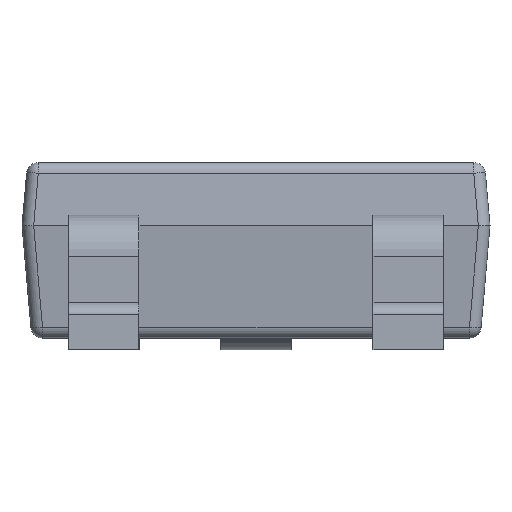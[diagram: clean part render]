
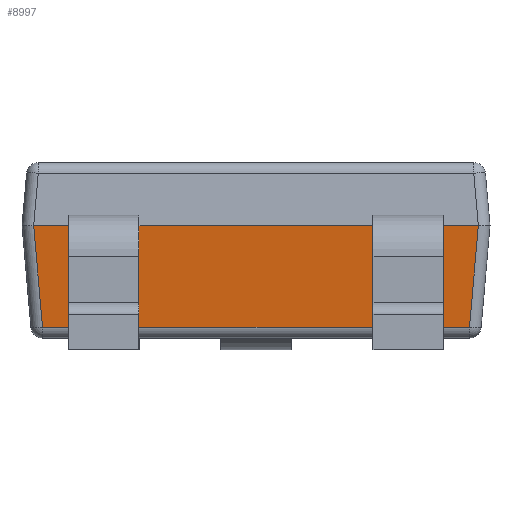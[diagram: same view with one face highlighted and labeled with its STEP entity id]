
A CAD part, left-side view. The second image highlights one B-rep face of the part: STEP entity #8997.
In plain terms, the highlighted planar face has unit normal (-0.996, 0, -0.087).
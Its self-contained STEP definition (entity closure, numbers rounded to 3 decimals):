
#221 = VERTEX_POINT ( 'NONE', #6440 ) ;
#229 = VECTOR ( 'NONE', #7797, 1000. ) ;
#419 = DIRECTION ( 'NONE',  ( 0.087, 0., -0.996 ) ) ;
#470 = DIRECTION ( 'NONE',  ( 0., 1., 0. ) ) ;
#471 = EDGE_CURVE ( 'NONE', #8125, #17296, #9085, .T. ) ;
#608 = ORIENTED_EDGE ( 'NONE', *, *, #12787, .T. ) ;
#1097 = ORIENTED_EDGE ( 'NONE', *, *, #10699, .T. ) ;
#1101 = VERTEX_POINT ( 'NONE', #6685 ) ;
#1352 = LINE ( 'NONE', #14899, #1564 ) ;
#1460 = VERTEX_POINT ( 'NONE', #11201 ) ;
#1491 = VECTOR ( 'NONE', #4183, 1000. ) ;
#1558 = EDGE_CURVE ( 'NONE', #15548, #4779, #13125, .T. ) ;
#1564 = VECTOR ( 'NONE', #6679, 1000. ) ;
#1783 = VECTOR ( 'NONE', #9432, 1000. ) ;
#1822 = ORIENTED_EDGE ( 'NONE', *, *, #471, .T. ) ;
#2171 = CARTESIAN_POINT ( 'NONE',  ( -0.616, 1., -0.105 ) ) ;
#3135 = FACE_OUTER_BOUND ( 'NONE', #15859, .T. ) ;
#3187 = CARTESIAN_POINT ( 'NONE',  ( -0.616, 1., -0.105 ) ) ;
#3284 = LINE ( 'NONE', #3187, #12425 ) ;
#3503 = VECTOR ( 'NONE', #10456, 1000. ) ;
#3759 = LINE ( 'NONE', #14932, #8722 ) ;
#3836 = LINE ( 'NONE', #2171, #1783 ) ;
#3874 = CARTESIAN_POINT ( 'NONE',  ( -0.587, -0.912, -0.434 ) ) ;
#4183 = DIRECTION ( 'NONE',  ( -0.087, 0., 0.996 ) ) ;
#4357 = CARTESIAN_POINT ( 'NONE',  ( -0.625, -0.8, 0. ) ) ;
#4428 = CARTESIAN_POINT ( 'NONE',  ( -0.616, -0.8, -0.105 ) ) ;
#4456 = LINE ( 'NONE', #5932, #1491 ) ;
#4610 = AXIS2_PLACEMENT_3D ( 'NONE', #8750, #13940, #419 ) ;
#4779 = VERTEX_POINT ( 'NONE', #16615 ) ;
#4880 = VECTOR ( 'NONE', #14650, 1000. ) ;
#4903 = CARTESIAN_POINT ( 'NONE',  ( -0.625, -0.5, 0. ) ) ;
#4915 = ORIENTED_EDGE ( 'NONE', *, *, #7696, .T. ) ;
#5074 = CARTESIAN_POINT ( 'NONE',  ( -0.625, 0.5, 0. ) ) ;
#5230 = EDGE_CURVE ( 'NONE', #15548, #1101, #15933, .T. ) ;
#5932 = CARTESIAN_POINT ( 'NONE',  ( -0.625, -0.8, 0. ) ) ;
#6440 = CARTESIAN_POINT ( 'NONE',  ( -0.625, 0.5, 0. ) ) ;
#6473 = DIRECTION ( 'NONE',  ( 0., -1., 0. ) ) ;
#6679 = DIRECTION ( 'NONE',  ( 0., -1., 0. ) ) ;
#6685 = CARTESIAN_POINT ( 'NONE',  ( -0.587, 0.912, -0.434 ) ) ;
#6781 = ORIENTED_EDGE ( 'NONE', *, *, #18097, .F. ) ;
#7157 = CARTESIAN_POINT ( 'NONE',  ( -0.625, 0.95, 0. ) ) ;
#7235 = ORIENTED_EDGE ( 'NONE', *, *, #5230, .T. ) ;
#7501 = EDGE_CURVE ( 'NONE', #221, #7732, #1352, .T. ) ;
#7696 = EDGE_CURVE ( 'NONE', #9836, #4779, #8788, .T. ) ;
#7732 = VERTEX_POINT ( 'NONE', #4903 ) ;
#7797 = DIRECTION ( 'NONE',  ( 0.087, -0.087, -0.992 ) ) ;
#7847 = ORIENTED_EDGE ( 'NONE', *, *, #15817, .T. ) ;
#8125 = VERTEX_POINT ( 'NONE', #3874 ) ;
#8217 = ORIENTED_EDGE ( 'NONE', *, *, #7501, .F. ) ;
#8344 = CARTESIAN_POINT ( 'NONE',  ( -0.625, -0.95, 0. ) ) ;
#8666 = PLANE ( 'NONE',  #4610 ) ;
#8722 = VECTOR ( 'NONE', #17757, 1000. ) ;
#8750 = CARTESIAN_POINT ( 'NONE',  ( -0.625, 1., 0. ) ) ;
#8788 = LINE ( 'NONE', #15439, #13056 ) ;
#8887 = LINE ( 'NONE', #10429, #18103 ) ;
#8997 = ADVANCED_FACE ( 'NONE', ( #3135 ), #8666, .T. ) ;
#9085 = LINE ( 'NONE', #13549, #3503 ) ;
#9212 = EDGE_CURVE ( 'NONE', #1101, #8125, #3759, .T. ) ;
#9223 = LINE ( 'NONE', #14784, #9397 ) ;
#9224 = DIRECTION ( 'NONE',  ( -0.087, 0., 0.996 ) ) ;
#9397 = VECTOR ( 'NONE', #6473, 1000. ) ;
#9432 = DIRECTION ( 'NONE',  ( 0., 1., 0. ) ) ;
#9836 = VERTEX_POINT ( 'NONE', #11870 ) ;
#10165 = DIRECTION ( 'NONE',  ( -0.087, 0., 0.996 ) ) ;
#10429 = CARTESIAN_POINT ( 'NONE',  ( -0.625, -0.5, 0. ) ) ;
#10456 = DIRECTION ( 'NONE',  ( -0.087, -0.087, 0.992 ) ) ;
#10699 = EDGE_CURVE ( 'NONE', #1460, #7732, #8887, .T. ) ;
#11201 = CARTESIAN_POINT ( 'NONE',  ( -0.616, -0.5, -0.105 ) ) ;
#11566 = CARTESIAN_POINT ( 'NONE',  ( -0.616, 0.5, -0.105 ) ) ;
#11870 = CARTESIAN_POINT ( 'NONE',  ( -0.616, 0.8, -0.105 ) ) ;
#12250 = VERTEX_POINT ( 'NONE', #4428 ) ;
#12425 = VECTOR ( 'NONE', #470, 1000. ) ;
#12442 = ORIENTED_EDGE ( 'NONE', *, *, #17324, .F. ) ;
#12623 = VECTOR ( 'NONE', #9224, 1000. ) ;
#12787 = EDGE_CURVE ( 'NONE', #12250, #1460, #3284, .T. ) ;
#13056 = VECTOR ( 'NONE', #14358, 1000. ) ;
#13125 = LINE ( 'NONE', #15941, #4880 ) ;
#13512 = LINE ( 'NONE', #5074, #12623 ) ;
#13549 = CARTESIAN_POINT ( 'NONE',  ( -0.61, -0.935, -0.168 ) ) ;
#13940 = DIRECTION ( 'NONE',  ( -0.996, 0., -0.087 ) ) ;
#14358 = DIRECTION ( 'NONE',  ( -0.087, 0., 0.996 ) ) ;
#14640 = CARTESIAN_POINT ( 'NONE',  ( -0.625, 0.951, 0.004 ) ) ;
#14650 = DIRECTION ( 'NONE',  ( 0., -1., 0. ) ) ;
#14781 = EDGE_CURVE ( 'NONE', #17793, #221, #13512, .T. ) ;
#14784 = CARTESIAN_POINT ( 'NONE',  ( -0.625, 1., 0. ) ) ;
#14899 = CARTESIAN_POINT ( 'NONE',  ( -0.625, 1., 0. ) ) ;
#14932 = CARTESIAN_POINT ( 'NONE',  ( -0.587, 1., -0.434 ) ) ;
#15439 = CARTESIAN_POINT ( 'NONE',  ( -0.625, 0.8, 0. ) ) ;
#15548 = VERTEX_POINT ( 'NONE', #7157 ) ;
#15782 = ORIENTED_EDGE ( 'NONE', *, *, #14781, .F. ) ;
#15817 = EDGE_CURVE ( 'NONE', #17793, #9836, #3836, .T. ) ;
#15859 = EDGE_LOOP ( 'NONE', ( #16426, #1822, #6781, #12442, #608, #1097, #8217, #15782, #7847, #4915, #15946, #7235 ) ) ;
#15933 = LINE ( 'NONE', #14640, #229 ) ;
#15941 = CARTESIAN_POINT ( 'NONE',  ( -0.625, 1., 0. ) ) ;
#15946 = ORIENTED_EDGE ( 'NONE', *, *, #1558, .F. ) ;
#16426 = ORIENTED_EDGE ( 'NONE', *, *, #9212, .T. ) ;
#16615 = CARTESIAN_POINT ( 'NONE',  ( -0.625, 0.8, 0. ) ) ;
#17296 = VERTEX_POINT ( 'NONE', #8344 ) ;
#17324 = EDGE_CURVE ( 'NONE', #12250, #17922, #4456, .T. ) ;
#17757 = DIRECTION ( 'NONE',  ( 0., -1., 0. ) ) ;
#17793 = VERTEX_POINT ( 'NONE', #11566 ) ;
#17922 = VERTEX_POINT ( 'NONE', #4357 ) ;
#18097 = EDGE_CURVE ( 'NONE', #17922, #17296, #9223, .T. ) ;
#18103 = VECTOR ( 'NONE', #10165, 1000. ) ;
